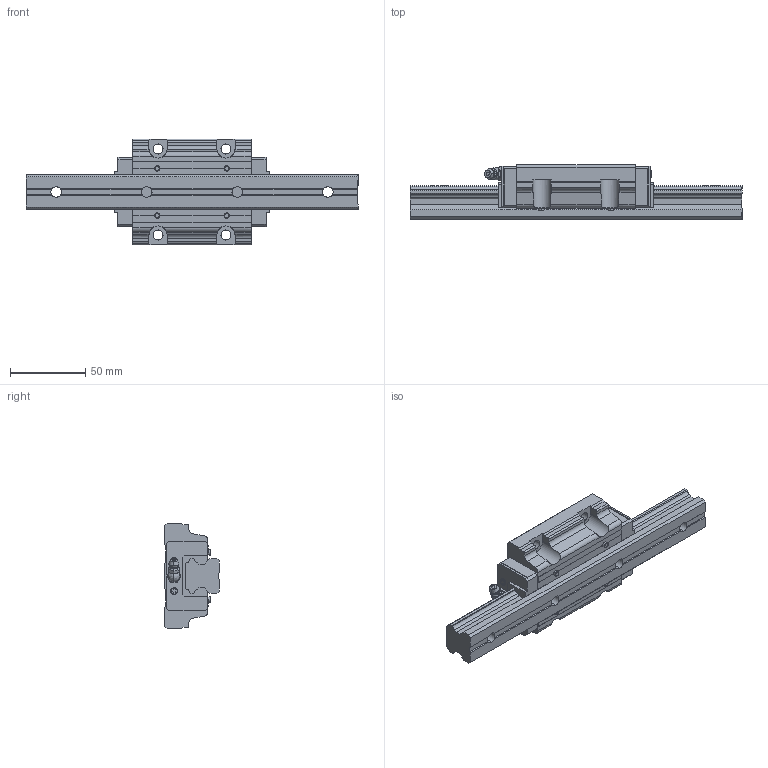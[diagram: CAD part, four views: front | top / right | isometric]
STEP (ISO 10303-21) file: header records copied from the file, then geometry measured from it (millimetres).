
FILE_DESCRIPTION (( 'STEP AP203' ), '1' );
FILE_NAME ('HSR25LCSSC.STEP', '2016-03-29T11:33:04', ( 'EOS' ), ( '' ), 'SwSTEP 2.0', 'SolidWorks 2016', '' );
FILE_SCHEMA (( 'CONFIG_CONTROL_DESIGN' ));
Length unit declared in the file: millimetre
Products named in the file (4): HSR25LCSSC; 1; 3; 2_2
Assembly tree (3 placements, depth 2):
  HSR25LCSSC
    1
    2_2
    3
Bounding box: 220 x 36 x 70 mm (x, y, z)
Volume: 222404.9 mm3; surface area: 49983.2 mm2
Topology: 2 solids, 3 shells, 363 faces, 1005 edges, 653 vertices
Faces by surface type: plane 224, cylinder 86, cone 28, bspline 25
Entity records: 13041 total; most frequent: CARTESIAN_POINT 3495, ORIENTED_EDGE 1991, DIRECTION 1826, EDGE_CURVE 997, VERTEX_POINT 653, LINE 652, VECTOR 652, AXIS2_PLACEMENT_3D 587
